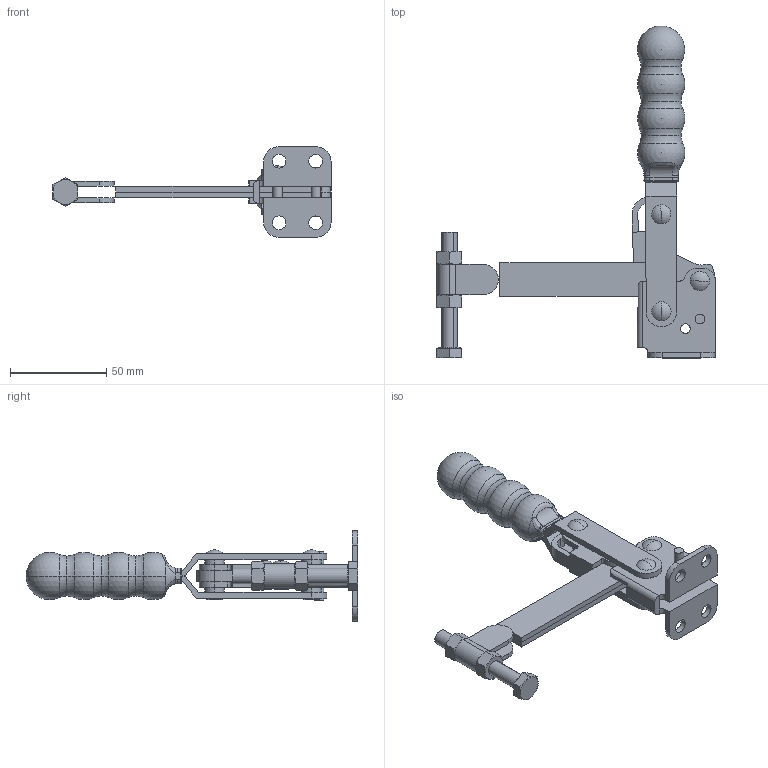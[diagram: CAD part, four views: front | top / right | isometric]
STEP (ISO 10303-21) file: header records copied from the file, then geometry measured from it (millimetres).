
FILE_DESCRIPTION (( 'STEP AP214' ), '1' );
FILE_NAME ('GH-12502-A(Â²¤Æ)-1.STEP', '2020-03-23T04:03:01', ( 'LinWei' ), ( '' ), 'SwSTEP 2.0', 'SolidWorks 2016', '' );
FILE_SCHEMA (( 'AUTOMOTIVE_DESIGN' ));
Length unit declared in the file: millimetre
Products named in the file (7): Group6^GH-12502-A(簡化)-1; Group5^GH-12502-A(簡化)-1; GH-12502-A(簡化)-1; 7208060K (ISO4014)-1^GH-12502-A(簡化)-1; Group4^GH-12502-A(簡化)-1; Group1^GH-12502-A(簡化)-1; Group2^GH-12502-A(簡化)-1
Assembly tree (6 placements, depth 2):
  GH-12502-A(簡化)-1
    Group5^GH-12502-A(簡化)-1
    Group6^GH-12502-A(簡化)-1
    Group2^GH-12502-A(簡化)-1
    Group1^GH-12502-A(簡化)-1
    Group4^GH-12502-A(簡化)-1
    7208060K (ISO4014)-1^GH-12502-A(簡化)-1
Bounding box: 144.83 x 172.7 x 47 mm (x, y, z)
Volume: 77565.2 mm3; surface area: 38595.5 mm2
Topology: 6 solids, 6 shells, 356 faces, 900 edges, 560 vertices
Faces by surface type: cylinder 137, plane 125, cone 38, torus 30, sphere 16, bspline 10
Entity records: 12994 total; most frequent: CARTESIAN_POINT 2837, DIRECTION 1905, ORIENTED_EDGE 1760, EDGE_CURVE 880, AXIS2_PLACEMENT_3D 764, VERTEX_POINT 548, EDGE_LOOP 410, CIRCLE 409
